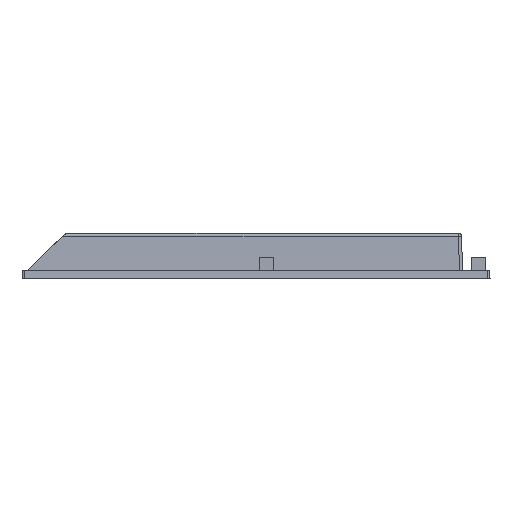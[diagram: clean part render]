
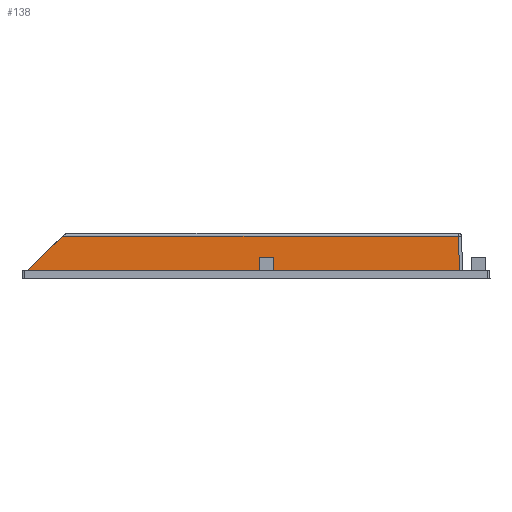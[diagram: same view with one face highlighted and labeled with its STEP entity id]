
A CAD part, left-side view. The second image highlights one B-rep face of the part: STEP entity #138.
In plain terms, the highlighted planar face has unit normal (-0.999, 0, 0.035).
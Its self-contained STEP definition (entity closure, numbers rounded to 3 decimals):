
#138=ADVANCED_FACE('',(#433),#434,.T.);
#433=FACE_OUTER_BOUND('',#808,.T.);
#434=PLANE('',#809);
#808=EDGE_LOOP('',(#1851,#1852,#1853,#1854,#1855));
#809=AXIS2_PLACEMENT_3D('',#1856,#1857,#1858);
#1851=ORIENTED_EDGE('',*,*,#2589,.F.);
#1852=ORIENTED_EDGE('',*,*,#2817,.F.);
#1853=ORIENTED_EDGE('',*,*,#2714,.T.);
#1854=ORIENTED_EDGE('',*,*,#2818,.F.);
#1855=ORIENTED_EDGE('',*,*,#2594,.F.);
#1856=CARTESIAN_POINT('',(-132.0,230.412,0.0));
#1857=DIRECTION('',(-0.999,0.0,0.035));
#1858=DIRECTION('',(0.0,1.0,0.0));
#2589=EDGE_CURVE('',#3194,#3196,#3197,.T.);
#2594=EDGE_CURVE('',#3196,#3204,#3205,.T.);
#2714=EDGE_CURVE('',#3428,#3426,#3429,.T.);
#2817=EDGE_CURVE('',#3428,#3194,#3585,.T.);
#2818=EDGE_CURVE('',#3204,#3426,#3586,.T.);
#3194=VERTEX_POINT('',#4093);
#3196=VERTEX_POINT('',#4096);
#3197=LINE('',#4097,#4098);
#3204=VERTEX_POINT('',#4121);
#3205=LINE('',#4122,#4123);
#3426=VERTEX_POINT('',#4438);
#3428=VERTEX_POINT('',#4444);
#3429=LINE('',#4445,#4446);
#3585=LINE('',#4688,#4689);
#3586=LINE('',#4690,#4691);
#4093=CARTESIAN_POINT('',(-131.86,222.57,4.0));
#4096=CARTESIAN_POINT('',(-131.282,205.429,20.552));
#4097=CARTESIAN_POINT('',(-131.86,222.57,4.0));
#4098=VECTOR('',#5103,23.835);
#4121=CARTESIAN_POINT('',(-131.282,15.217,20.552));
#4122=CARTESIAN_POINT('',(-131.282,205.429,20.552));
#4123=VECTOR('',#5106,190.213);
#4438=CARTESIAN_POINT('',(-131.93,14.569,2.0));
#4444=CARTESIAN_POINT('',(-131.93,222.5,2.0));
#4445=CARTESIAN_POINT('',(-131.93,222.5,2.0));
#4446=VECTOR('',#5293,207.931);
#4688=CARTESIAN_POINT('',(-131.93,222.5,2.0));
#4689=VECTOR('',#5433,2.002);
#4690=CARTESIAN_POINT('',(-131.282,15.217,20.552));
#4691=VECTOR('',#5434,18.575);
#5103=DIRECTION('',(0.024,-0.719,0.694));
#5106=DIRECTION('',(0.0,-1.0,0.0));
#5293=DIRECTION('',(0.0,-1.0,0.0));
#5433=DIRECTION('',(0.035,0.035,0.999));
#5434=DIRECTION('',(-0.035,-0.035,-0.999));
